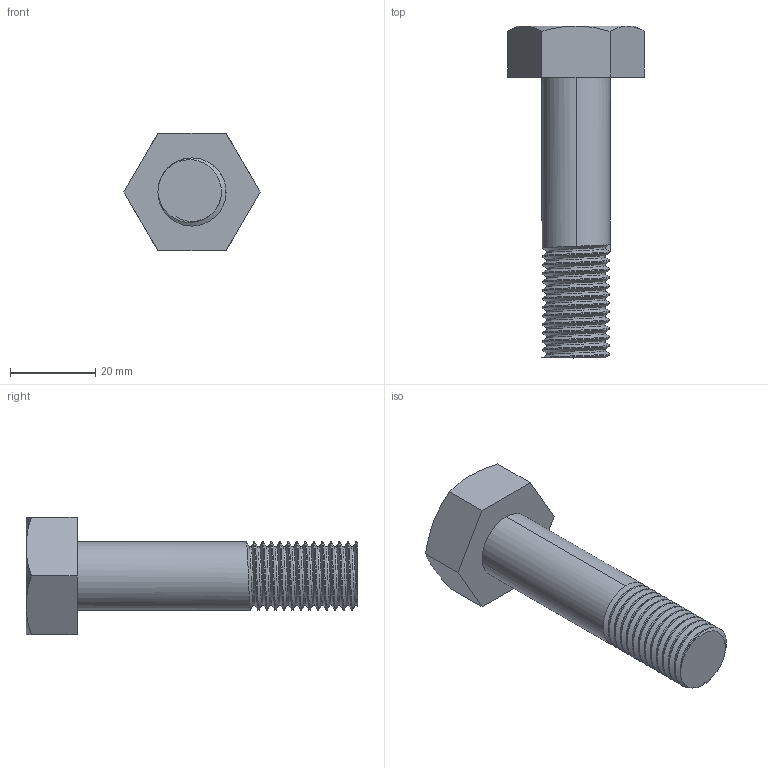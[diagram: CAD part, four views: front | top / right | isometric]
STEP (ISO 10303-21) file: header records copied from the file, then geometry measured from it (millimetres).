
FILE_DESCRIPTION (( 'STEP AP214' ), '1' );
FILE_NAME ('Bolt.STEP', '2025-02-11T19:25:55', ( '' ), ( '' ), 'SwSTEP 2.0', 'SolidWorks 2024', '' );
FILE_SCHEMA (( 'AUTOMOTIVE_DESIGN' ));
Length unit declared in the file: millimetre
Products named in the file (1): Bolt
Bounding box: 32 x 78 x 27.71 mm (x, y, z)
Volume: 20479.7 mm3; surface area: 6401 mm2
Topology: 1 solids, 1 shells, 46 faces, 123 edges, 80 vertices
Faces by surface type: cylinder 27, plane 10, cone 6, bspline 3
Entity records: 4313 total; most frequent: CARTESIAN_POINT 3342, ORIENTED_EDGE 246, DIRECTION 149, EDGE_CURVE 123, VERTEX_POINT 80, AXIS2_PLACEMENT_3D 53, EDGE_LOOP 47, FACE_OUTER_BOUND 46
